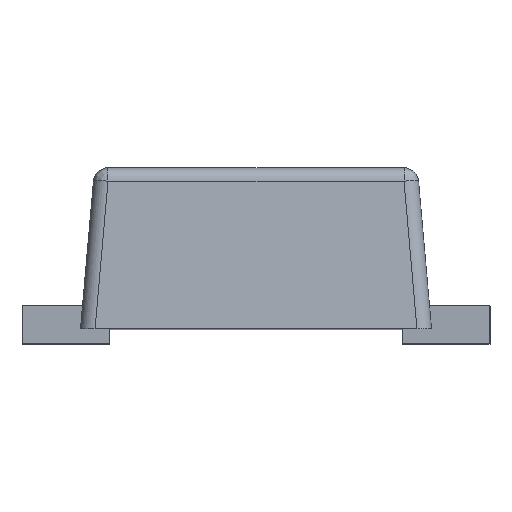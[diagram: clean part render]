
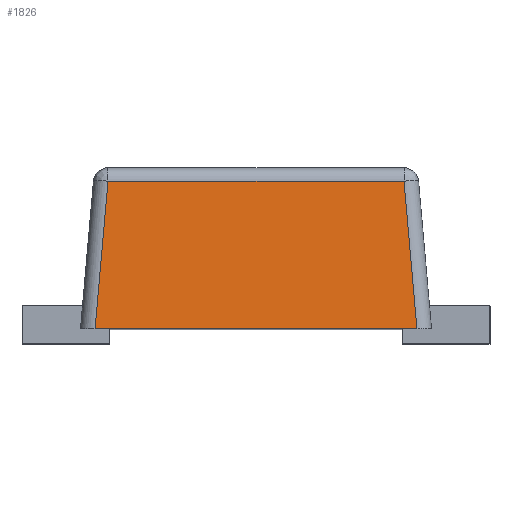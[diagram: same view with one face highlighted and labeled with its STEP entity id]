
A CAD part, top view. The second image highlights one B-rep face of the part: STEP entity #1826.
In plain terms, the highlighted planar face has unit normal (0, 0.087, 0.996).
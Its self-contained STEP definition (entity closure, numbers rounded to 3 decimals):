
#18 = EDGE_CURVE ( 'NONE', #1745, #1733, #115, .T. ) ;
#67 = CARTESIAN_POINT ( 'NONE',  ( -0.55, 0.05, 1.05 ) ) ;
#115 = LINE ( 'NONE', #1529, #1294 ) ;
#206 = EDGE_LOOP ( 'NONE', ( #612, #2106, #1445, #2038 ) ) ;
#399 = CARTESIAN_POINT ( 'NONE',  ( -0.551, 0.046, 1.05 ) ) ;
#409 = FACE_OUTER_BOUND ( 'NONE', #206, .T. ) ;
#574 = CARTESIAN_POINT ( 'NONE',  ( 0.506, 0.554, 1.006 ) ) ;
#582 = LINE ( 'NONE', #2042, #597 ) ;
#597 = VECTOR ( 'NONE', #2772, 1000. ) ;
#612 = ORIENTED_EDGE ( 'NONE', *, *, #2166, .F. ) ;
#617 = PLANE ( 'NONE',  #1453 ) ;
#629 = DIRECTION ( 'NONE',  ( 0.087, 0.992, -0.087 ) ) ;
#797 = VECTOR ( 'NONE', #629, 1000. ) ;
#949 = EDGE_CURVE ( 'NONE', #1733, #1433, #582, .T. ) ;
#1102 = LINE ( 'NONE', #399, #797 ) ;
#1126 = DIRECTION ( 'NONE',  ( 0., -0.996, 0.087 ) ) ;
#1208 = VERTEX_POINT ( 'NONE', #67 ) ;
#1294 = VECTOR ( 'NONE', #1824, 1000. ) ;
#1375 = CARTESIAN_POINT ( 'NONE',  ( -0.6, 0.05, 1.05 ) ) ;
#1406 = EDGE_CURVE ( 'NONE', #1208, #1433, #1102, .T. ) ;
#1433 = VERTEX_POINT ( 'NONE', #2808 ) ;
#1445 = ORIENTED_EDGE ( 'NONE', *, *, #949, .T. ) ;
#1453 = AXIS2_PLACEMENT_3D ( 'NONE', #1375, #2322, #1126 ) ;
#1529 = CARTESIAN_POINT ( 'NONE',  ( 0.55, 0.05, 1.05 ) ) ;
#1733 = VERTEX_POINT ( 'NONE', #574 ) ;
#1745 = VERTEX_POINT ( 'NONE', #2437 ) ;
#1824 = DIRECTION ( 'NONE',  ( -0.087, 0.992, -0.087 ) ) ;
#1826 = ADVANCED_FACE ( 'NONE', ( #409 ), #617, .T. ) ;
#2038 = ORIENTED_EDGE ( 'NONE', *, *, #1406, .F. ) ;
#2042 = CARTESIAN_POINT ( 'NONE',  ( -0.6, 0.554, 1.006 ) ) ;
#2058 = VECTOR ( 'NONE', #2280, 1000. ) ;
#2106 = ORIENTED_EDGE ( 'NONE', *, *, #18, .T. ) ;
#2166 = EDGE_CURVE ( 'NONE', #1745, #1208, #2519, .T. ) ;
#2280 = DIRECTION ( 'NONE',  ( -1., 0., 0. ) ) ;
#2322 = DIRECTION ( 'NONE',  ( 0., 0.087, 0.996 ) ) ;
#2437 = CARTESIAN_POINT ( 'NONE',  ( 0.55, 0.05, 1.05 ) ) ;
#2519 = LINE ( 'NONE', #2623, #2058 ) ;
#2623 = CARTESIAN_POINT ( 'NONE',  ( 0., 0.05, 1.05 ) ) ;
#2772 = DIRECTION ( 'NONE',  ( -1., 0., 0. ) ) ;
#2808 = CARTESIAN_POINT ( 'NONE',  ( -0.506, 0.554, 1.006 ) ) ;
